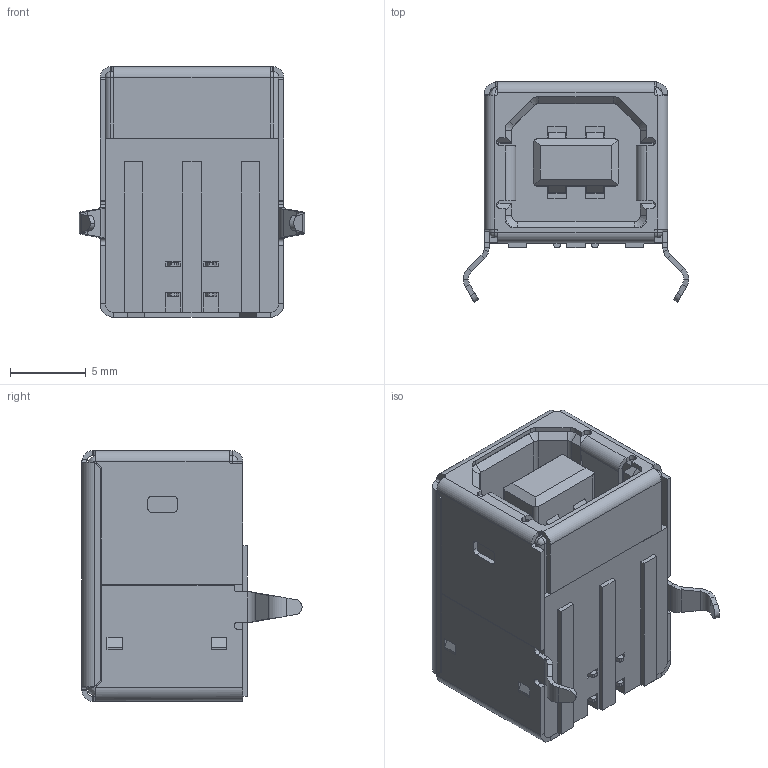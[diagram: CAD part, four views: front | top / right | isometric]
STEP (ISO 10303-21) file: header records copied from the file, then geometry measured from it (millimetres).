
FILE_DESCRIPTION(('FreeCAD Model'),'2;1');
FILE_NAME('Connector_USB_OST_B1HSB6.step','2020-12-06T13:35:56',('Author'),(''), 'Open CASCADE STEP processor 7.4','FreeCAD','Unknown');
FILE_SCHEMA(('AUTOMOTIVE_DESIGN { 1 0 10303 214 1 1 1 1 }'));
Length unit declared in the file: millimetre
Products named in the file (1): USB-B1HSB6
Bounding box: 14.84 x 14.5 x 16.5 mm (x, y, z)
Volume: 1635.4 mm3; surface area: 3068.4 mm2
Topology: 12 solids, 12 shells, 544 faces, 4209 edges, 12092 vertices
Faces by surface type: plane 390, cylinder 127, bspline 19, cone 6, sphere 2
Entity records: 53769 total; most frequent: CARTESIAN_POINT 18453, DIRECTION 5735, LINE 3267, VECTOR 3267, GEOMETRIC_CURVE_SET 2805, ORIENTED_EDGE 2798, TRIMMED_CURVE 2798, EDGE_CURVE 1399
